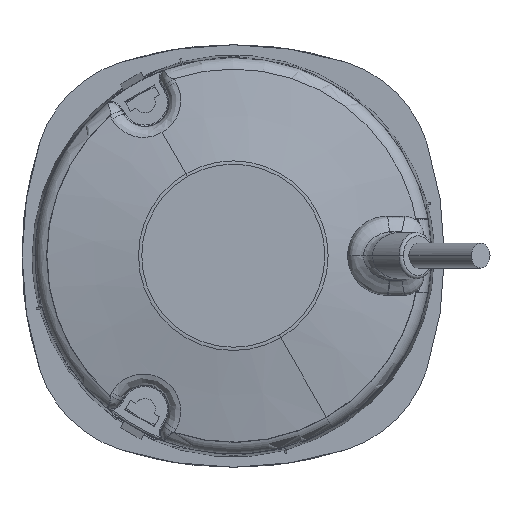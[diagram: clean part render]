
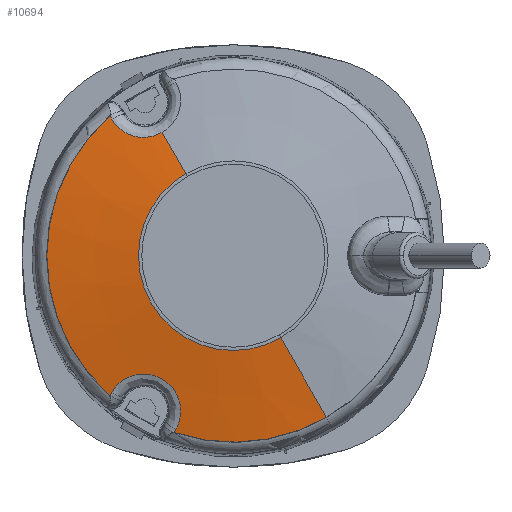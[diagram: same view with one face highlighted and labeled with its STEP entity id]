
A CAD part, top view. The second image highlights one B-rep face of the part: STEP entity #10694.
In plain terms, the highlighted conical face has half-angle 80 degrees and reference radius 22.638 mm.
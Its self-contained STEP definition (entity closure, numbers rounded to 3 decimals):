
#1803=CARTESIAN_POINT('',(0.01,0.016,
17.852));
#1804=DIRECTION('',(0.,0.,-1.));
#1805=DIRECTION('',(0.5,-0.866,0.));
#1806=AXIS2_PLACEMENT_3D('',#1803,#1804,#1805);
#1933=CARTESIAN_POINT('',(0.01,0.016,
20.454));
#1934=DIRECTION('',(0.,0.,1.));
#1935=DIRECTION('',(-0.5,0.866,0.));
#1936=AXIS2_PLACEMENT_3D('',#1933,#1934,#1935);
#1938=DIRECTION('',(-0.492,0.853,0.174));
#1939=VECTOR('',#1938,14.987);
#1940=CARTESIAN_POINT('',(15.019,-25.98,17.852));
#1941=LINE('',#1940,#1939);
#1942=CARTESIAN_POINT('',(-9.255,-27.936,
17.952));
#1943=CARTESIAN_POINT('',(-9.288,-27.992,
17.941));
#1944=CARTESIAN_POINT('',(-9.354,-28.103,
17.919));
#1945=CARTESIAN_POINT('',(-9.451,-28.271,
17.886));
#1946=CARTESIAN_POINT('',(-9.517,-28.383,
17.863));
#1947=CARTESIAN_POINT('',(-9.55,-28.439,
17.852));
#1949=CARTESIAN_POINT('',(-19.566,-21.984,
17.952));
#1950=CARTESIAN_POINT('',(-19.374,-21.646,
18.019));
#1951=CARTESIAN_POINT('',(-19.042,-21.178,
18.12));
#1952=CARTESIAN_POINT('',(-18.513,-20.625,
18.255));
#1953=CARTESIAN_POINT('',(-17.923,-20.12,
18.39));
#1954=CARTESIAN_POINT('',(-17.114,-19.613,
18.552));
#1955=CARTESIAN_POINT('',(-16.014,-19.197,
18.734));
#1956=CARTESIAN_POINT('',(-15.063,-19.04,
18.861));
#1957=CARTESIAN_POINT('',(-14.272,-19.028,
18.948));
#1958=CARTESIAN_POINT('',(-13.688,-19.077,
19.002));
#1959=CARTESIAN_POINT('',(-13.11,-19.182,
19.045));
#1960=CARTESIAN_POINT('',(-12.538,-19.346,
19.077));
#1961=CARTESIAN_POINT('',(-11.984,-19.565,
19.097));
#1962=CARTESIAN_POINT('',(-11.459,-19.834,
19.103));
#1963=CARTESIAN_POINT('',(-10.96,-20.155,
19.097));
#1964=CARTESIAN_POINT('',(-10.333,-20.651,
19.071));
#1965=CARTESIAN_POINT('',(-9.797,-21.22,
19.021));
#1966=CARTESIAN_POINT('',(-9.344,-21.871,
18.948));
#1967=CARTESIAN_POINT('',(-9.059,-22.383,
18.884));
#1968=CARTESIAN_POINT('',(-8.826,-22.916,
18.812));
#1969=CARTESIAN_POINT('',(-8.646,-23.473,
18.731));
#1970=CARTESIAN_POINT('',(-8.523,-24.043,
18.644));
#1971=CARTESIAN_POINT('',(-8.458,-24.615,
18.552));
#1972=CARTESIAN_POINT('',(-8.449,-25.192,
18.456));
#1973=CARTESIAN_POINT('',(-8.515,-25.966,
18.323));
#1974=CARTESIAN_POINT('',(-8.735,-26.893,
18.156));
#1975=CARTESIAN_POINT('',(-9.06,-27.602,
18.019));
#1976=CARTESIAN_POINT('',(-9.255,-27.936,
17.952));
#1978=CARTESIAN_POINT('',(-19.854,-22.49,
17.852));
#1979=CARTESIAN_POINT('',(-19.821,-22.434,
17.863));
#1980=CARTESIAN_POINT('',(-19.758,-22.32,
17.886));
#1981=CARTESIAN_POINT('',(-19.661,-22.152,
17.919));
#1982=CARTESIAN_POINT('',(-19.597,-22.04,
17.941));
#1983=CARTESIAN_POINT('',(-19.566,-21.984,
17.952));
#1985=CARTESIAN_POINT('',(0.01,0.016,
17.852));
#1986=DIRECTION('',(0.,0.,1.));
#1987=DIRECTION('',(-0.662,0.75,0.));
#1988=AXIS2_PLACEMENT_3D('',#1985,#1986,#1987);
#1990=CARTESIAN_POINT('',(-19.566,22.016,17.952));
#1991=CARTESIAN_POINT('',(-19.597,22.072,17.941));
#1992=CARTESIAN_POINT('',(-19.661,22.185,17.919));
#1993=CARTESIAN_POINT('',(-19.758,22.353,17.886));
#1994=CARTESIAN_POINT('',(-19.821,22.466,17.863));
#1995=CARTESIAN_POINT('',(-19.854,22.523,17.852));
#1997=CARTESIAN_POINT('',(-11.458,19.879,19.101));
#1998=CARTESIAN_POINT('',(-11.627,19.781,19.101));
#1999=CARTESIAN_POINT('',(-11.977,19.601,19.097));
#2000=CARTESIAN_POINT('',(-12.717,19.307,19.071));
#2001=CARTESIAN_POINT('',(-13.478,19.128,19.021));
#2002=CARTESIAN_POINT('',(-14.269,19.061,18.948));
#2003=CARTESIAN_POINT('',(-14.854,19.069,18.884));
#2004=CARTESIAN_POINT('',(-15.433,19.135,18.812));
#2005=CARTESIAN_POINT('',(-16.005,19.258,18.731));
#2006=CARTESIAN_POINT('',(-16.56,19.436,18.644));
#2007=CARTESIAN_POINT('',(-17.088,19.665,18.552));
#2008=CARTESIAN_POINT('',(-17.592,19.946,18.456));
#2009=CARTESIAN_POINT('',(-18.23,20.39,18.323));
#2010=CARTESIAN_POINT('',(-18.923,21.044,18.156));
#2011=CARTESIAN_POINT('',(-19.375,21.68,18.019));
#2012=CARTESIAN_POINT('',(-19.566,22.016,17.952));
#2014=DIRECTION('',(-0.492,0.853,-0.174));
#2015=VECTOR('',#2014,7.795);
#2016=CARTESIAN_POINT('',(-7.62,13.231,20.454));
#2017=LINE('',#2016,#2015);
#2241=CARTESIAN_POINT('',(-19.854,-22.49,
17.852));
#2258=CARTESIAN_POINT('',(-19.854,22.523,17.852));
#7509=VERTEX_POINT('',#2241);
#7513=VERTEX_POINT('',#2258);
#7553=CARTESIAN_POINT('',(7.639,-13.198,20.454));
#7554=CARTESIAN_POINT('',(-7.62,13.231,20.454));
#7555=VERTEX_POINT('',#7553);
#7556=VERTEX_POINT('',#7554);
#7557=CARTESIAN_POINT('',(-11.458,19.879,19.101));
#7558=VERTEX_POINT('',#7557);
#7559=CARTESIAN_POINT('',(15.019,-25.98,17.852));
#7560=VERTEX_POINT('',#7559);
#7565=CARTESIAN_POINT('',(-9.55,-28.439,
17.852));
#7566=VERTEX_POINT('',#7565);
#7567=VERTEX_POINT('',#1942);
#7568=VERTEX_POINT('',#1949);
#7569=VERTEX_POINT('',#1990);
#10671=CARTESIAN_POINT('',(0.01,0.016,
19.153));
#10672=DIRECTION('',(0.,0.,-1.));
#10673=DIRECTION('',(0.5,-0.866,0.));
#10674=AXIS2_PLACEMENT_3D('',#10671,#10672,#10673);
#10675=CONICAL_SURFACE('',#10674,22.638,80.);
#10676=ORIENTED_EDGE('',*,*,#10623,.F.);
#10677=ORIENTED_EDGE('',*,*,#10554,.T.);
#10679=ORIENTED_EDGE('',*,*,#10678,.F.);
#10681=ORIENTED_EDGE('',*,*,#10680,.F.);
#10683=ORIENTED_EDGE('',*,*,#10682,.F.);
#10685=ORIENTED_EDGE('',*,*,#10684,.F.);
#10687=ORIENTED_EDGE('',*,*,#10686,.F.);
#10689=ORIENTED_EDGE('',*,*,#10688,.F.);
#10690=ORIENTED_EDGE('',*,*,#10627,.F.);
#10691=ORIENTED_EDGE('',*,*,#10666,.T.);
#10692=EDGE_LOOP('',(#10676,#10677,#10679,#10681,#10683,#10685,#10687,#10689,
#10690,#10691));
#10693=FACE_OUTER_BOUND('',#10692,.F.);
#10694=ADVANCED_FACE('',(#10693),#10675,.T.);
#1807=CIRCLE('',#1806,30.018);
#1937=CIRCLE('',#1936,15.258);
#1948=B_SPLINE_CURVE_WITH_KNOTS('',3,(#1942,#1943,#1944,#1945,#1946,#1947),
.UNSPECIFIED.,.F.,.F.,(4,1,1,4),(0.,0.333,0.667,1.),
.UNSPECIFIED.);
#1977=B_SPLINE_CURVE_WITH_KNOTS('',3,(#1949,#1950,#1951,#1952,#1953,#1954,#1955,
#1956,#1957,#1958,#1959,#1960,#1961,#1962,#1963,#1964,#1965,#1966,#1967,#1968,
#1969,#1970,#1971,#1972,#1973,#1974,#1975,#1976),.UNSPECIFIED.,.F.,.F.,(4,1,1,1,
1,1,1,1,1,1,1,1,1,1,1,1,1,1,1,1,1,1,1,1,1,4),(0.,0.063,0.094,
0.125,0.187,0.25,0.312,0.344,
0.375,0.406,0.437,0.469,
0.5,0.531,0.562,0.625,0.656,
0.687,0.719,0.75,0.781,0.812,
0.844,0.875,0.937,1.),.UNSPECIFIED.);
#1984=B_SPLINE_CURVE_WITH_KNOTS('',3,(#1978,#1979,#1980,#1981,#1982,#1983),
.UNSPECIFIED.,.F.,.F.,(4,1,1,4),(0.,0.333,0.667,1.),
.UNSPECIFIED.);
#1989=CIRCLE('',#1988,30.018);
#1996=B_SPLINE_CURVE_WITH_KNOTS('',3,(#1990,#1991,#1992,#1993,#1994,#1995),
.UNSPECIFIED.,.F.,.F.,(4,1,1,4),(0.,0.333,0.667,1.),
.UNSPECIFIED.);
#2013=B_SPLINE_CURVE_WITH_KNOTS('',3,(#1997,#1998,#1999,#2000,#2001,#2002,#2003,
#2004,#2005,#2006,#2007,#2008,#2009,#2010,#2011,#2012),.UNSPECIFIED.,.F.,.F.,(4,
1,1,1,1,1,1,1,1,1,1,1,1,4),(0.,0.062,0.124,
0.25,0.312,0.375,0.437,
0.5,0.562,0.625,0.687,
0.75,0.875,1.),.UNSPECIFIED.);
#10554=EDGE_CURVE('',#7560,#7566,#1807,.T.);
#10623=EDGE_CURVE('',#7560,#7555,#1941,.T.);
#10627=EDGE_CURVE('',#7556,#7558,#2017,.T.);
#10666=EDGE_CURVE('',#7556,#7555,#1937,.T.);
#10678=EDGE_CURVE('',#7567,#7566,#1948,.T.);
#10680=EDGE_CURVE('',#7568,#7567,#1977,.T.);
#10682=EDGE_CURVE('',#7509,#7568,#1984,.T.);
#10684=EDGE_CURVE('',#7513,#7509,#1989,.T.);
#10686=EDGE_CURVE('',#7569,#7513,#1996,.T.);
#10688=EDGE_CURVE('',#7558,#7569,#2013,.T.);
